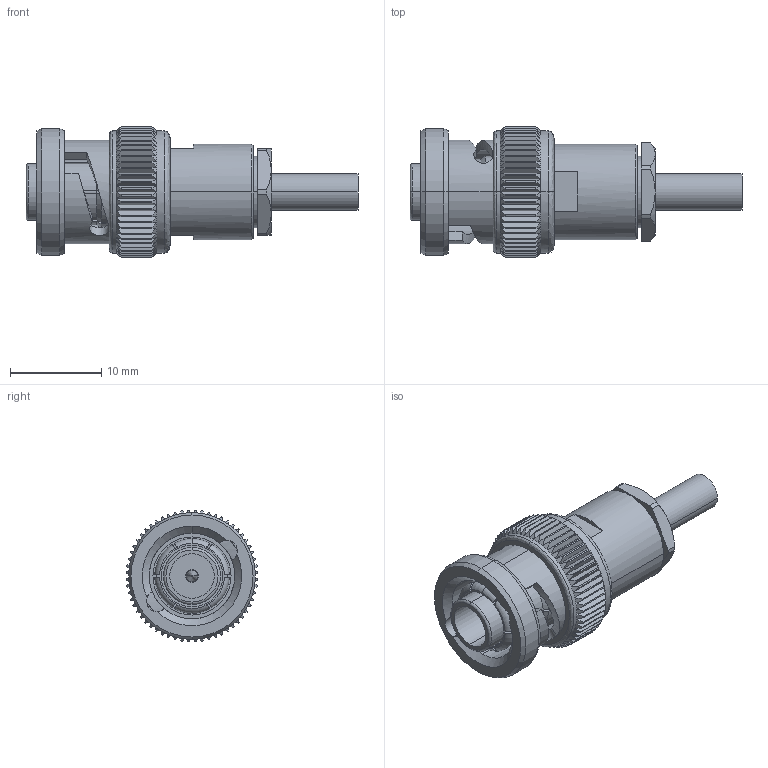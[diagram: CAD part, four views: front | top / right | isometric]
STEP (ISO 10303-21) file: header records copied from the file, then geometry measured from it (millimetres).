
FILE_DESCRIPTION (( 'STEP AP214' ), '1' );
FILE_NAME ('FMCN5245_3D.step', '2024-07-31T22:55:09', ( '' ), ( '' ), 'SwSTEP 2.0', 'SolidWorks 2022', '' );
FILE_SCHEMA (( 'AUTOMOTIVE_DESIGN' ));
Length unit declared in the file: inch
Products named in the file (1): FMCN5245_3D
Bounding box: 36.4 x 14.46 x 14.46 mm (x, y, z)
Volume: 2544.5 mm3; surface area: 3345.9 mm2
Topology: 3 solids, 3 shells, 492 faces, 1124 edges, 650 vertices
Faces by surface type: plane 180, cone 155, cylinder 136, bspline 12, torus 9
Entity records: 15664 total; most frequent: CARTESIAN_POINT 4821, ORIENTED_EDGE 2248, DIRECTION 2225, EDGE_CURVE 1124, AXIS2_PLACEMENT_3D 926, VERTEX_POINT 650, EDGE_LOOP 512, ADVANCED_FACE 492
